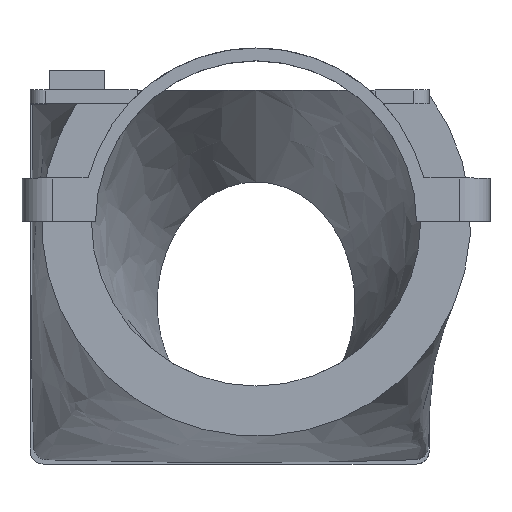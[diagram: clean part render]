
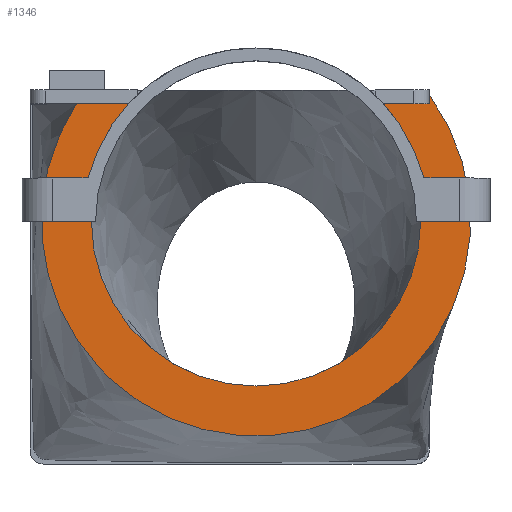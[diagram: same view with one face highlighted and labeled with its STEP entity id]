
A CAD part, top view. The second image highlights one B-rep face of the part: STEP entity #1346.
In plain terms, the highlighted planar face has unit normal (0, 0, 1).
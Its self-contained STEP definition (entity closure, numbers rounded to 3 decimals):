
#67=CIRCLE('',#1418,20.004);
#69=CIRCLE('',#1420,20.004);
#88=CIRCLE('',#1462,19.);
#89=CIRCLE('',#1463,24.765);
#90=CIRCLE('',#1464,24.765);
#91=CIRCLE('',#1465,24.765);
#92=CIRCLE('',#1466,24.765);
#93=CIRCLE('',#1467,24.765);
#297=ORIENTED_EDGE('',*,*,#626,.F.);
#298=ORIENTED_EDGE('',*,*,#598,.F.);
#299=ORIENTED_EDGE('',*,*,#609,.F.);
#300=ORIENTED_EDGE('',*,*,#605,.T.);
#301=ORIENTED_EDGE('',*,*,#568,.T.);
#302=ORIENTED_EDGE('',*,*,#529,.T.);
#303=ORIENTED_EDGE('',*,*,#627,.T.);
#304=ORIENTED_EDGE('',*,*,#628,.T.);
#305=ORIENTED_EDGE('',*,*,#629,.T.);
#306=ORIENTED_EDGE('',*,*,#630,.T.);
#307=ORIENTED_EDGE('',*,*,#631,.T.);
#308=ORIENTED_EDGE('',*,*,#536,.F.);
#309=ORIENTED_EDGE('',*,*,#524,.T.);
#310=ORIENTED_EDGE('',*,*,#572,.T.);
#311=ORIENTED_EDGE('',*,*,#612,.T.);
#312=ORIENTED_EDGE('',*,*,#615,.T.);
#313=ORIENTED_EDGE('',*,*,#601,.T.);
#524=EDGE_CURVE('',#714,#715,#851,.T.);
#529=EDGE_CURVE('',#719,#720,#855,.T.);
#536=EDGE_CURVE('',#714,#726,#860,.T.);
#568=EDGE_CURVE('',#753,#719,#67,.T.);
#572=EDGE_CURVE('',#715,#756,#69,.T.);
#598=EDGE_CURVE('',#773,#745,#900,.T.);
#601=EDGE_CURVE('',#776,#742,#901,.T.);
#605=EDGE_CURVE('',#779,#753,#903,.T.);
#609=EDGE_CURVE('',#779,#773,#906,.T.);
#612=EDGE_CURVE('',#756,#783,#907,.T.);
#615=EDGE_CURVE('',#783,#776,#909,.T.);
#626=EDGE_CURVE('',#745,#742,#88,.F.);
#627=EDGE_CURVE('',#720,#792,#89,.F.);
#628=EDGE_CURVE('',#792,#793,#90,.F.);
#629=EDGE_CURVE('',#793,#794,#91,.F.);
#630=EDGE_CURVE('',#794,#795,#92,.F.);
#631=EDGE_CURVE('',#795,#726,#93,.F.);
#714=VERTEX_POINT('',#1937);
#715=VERTEX_POINT('',#1938);
#719=VERTEX_POINT('',#1948);
#720=VERTEX_POINT('',#1949);
#726=VERTEX_POINT('',#1966);
#742=VERTEX_POINT('',#2032);
#745=VERTEX_POINT('',#2037);
#753=VERTEX_POINT('',#2056);
#756=VERTEX_POINT('',#2062);
#773=VERTEX_POINT('',#2112);
#776=VERTEX_POINT('',#2120);
#779=VERTEX_POINT('',#2128);
#783=VERTEX_POINT('',#2143);
#792=VERTEX_POINT('',#2177);
#793=VERTEX_POINT('',#2179);
#794=VERTEX_POINT('',#2181);
#795=VERTEX_POINT('',#2183);
#851=LINE('',#1936,#988);
#855=LINE('',#1947,#992);
#860=LINE('',#1965,#997);
#900=LINE('',#2113,#1037);
#901=LINE('',#2119,#1038);
#903=LINE('',#2127,#1040);
#906=LINE('',#2134,#1043);
#907=LINE('',#2142,#1044);
#909=LINE('',#2148,#1046);
#988=VECTOR('',#1558,1000.);
#992=VECTOR('',#1566,1000.);
#997=VECTOR('',#1575,1000.);
#1037=VECTOR('',#1671,1000.);
#1038=VECTOR('',#1678,1000.);
#1040=VECTOR('',#1686,1000.);
#1043=VECTOR('',#1693,1000.);
#1044=VECTOR('',#1704,1000.);
#1046=VECTOR('',#1710,1000.);
#1134=EDGE_LOOP('',(#297,#298,#299,#300,#301,#302,#303,#304,#305,#306,#307,
#308,#309,#310,#311,#312,#313));
#1221=FACE_BOUND('',#1134,.T.);
#1284=PLANE('',#1461);
#1346=ADVANCED_FACE('',(#1221),#1284,.T.);
#1418=AXIS2_PLACEMENT_3D('',#2055,#1617,#1618);
#1420=AXIS2_PLACEMENT_3D('',#2063,#1623,#1624);
#1461=AXIS2_PLACEMENT_3D('',#2174,#1740,#1741);
#1462=AXIS2_PLACEMENT_3D('',#2175,#1742,#1743);
#1463=AXIS2_PLACEMENT_3D('',#2176,#1744,#1745);
#1464=AXIS2_PLACEMENT_3D('',#2178,#1746,#1747);
#1465=AXIS2_PLACEMENT_3D('',#2180,#1748,#1749);
#1466=AXIS2_PLACEMENT_3D('',#2182,#1750,#1751);
#1467=AXIS2_PLACEMENT_3D('',#2184,#1752,#1753);
#1558=DIRECTION('',(-1.,0.,0.));
#1566=DIRECTION('',(-1.,0.,0.));
#1575=DIRECTION('',(0.,1.,0.));
#1617=DIRECTION('',(0.,0.,-1.));
#1618=DIRECTION('',(-1.,0.,0.));
#1623=DIRECTION('',(0.,0.,-1.));
#1624=DIRECTION('',(-1.,0.,0.));
#1671=DIRECTION('',(1.,0.,0.));
#1678=DIRECTION('',(-1.,0.,0.));
#1686=DIRECTION('',(1.,0.,0.));
#1693=DIRECTION('',(0.,-1.,0.));
#1704=DIRECTION('',(1.,0.,0.));
#1710=DIRECTION('',(0.,-1.,0.));
#1740=DIRECTION('',(0.,0.,1.));
#1741=DIRECTION('',(1.,0.,0.));
#1742=DIRECTION('',(0.,0.,-1.));
#1743=DIRECTION('',(0.,-1.,0.));
#1744=DIRECTION('',(0.,0.,-1.));
#1745=DIRECTION('',(0.,1.,0.));
#1746=DIRECTION('',(0.,0.,-1.));
#1747=DIRECTION('',(0.,1.,0.));
#1748=DIRECTION('',(0.,0.,-1.));
#1749=DIRECTION('',(0.,1.,0.));
#1750=DIRECTION('',(0.,0.,-1.));
#1751=DIRECTION('',(0.,1.,0.));
#1752=DIRECTION('',(0.,0.,-1.));
#1753=DIRECTION('',(0.,1.,0.));
#1936=CARTESIAN_POINT('',(-42.212,39.475,31.614));
#1937=CARTESIAN_POINT('',(2.05,39.475,31.614));
#1938=CARTESIAN_POINT('',(-3.25,39.475,31.614));
#1947=CARTESIAN_POINT('',(-42.212,39.475,31.614));
#1948=CARTESIAN_POINT('',(-32.618,39.475,31.614));
#1949=CARTESIAN_POINT('',(-38.636,39.475,31.614));
#1965=CARTESIAN_POINT('',(2.05,39.475,31.614));
#1966=CARTESIAN_POINT('',(2.05,40.523,31.614));
#2032=CARTESIAN_POINT('',(1.07,25.89,31.614));
#2037=CARTESIAN_POINT('',(-36.93,25.89,31.614));
#2055=CARTESIAN_POINT('',(-17.934,25.89,31.614));
#2056=CARTESIAN_POINT('',(-37.303,30.89,31.614));
#2062=CARTESIAN_POINT('',(1.435,30.89,31.614));
#2063=CARTESIAN_POINT('',(-17.934,25.89,31.614));
#2112=CARTESIAN_POINT('',(-40.808,25.89,31.614));
#2113=CARTESIAN_POINT('',(-37.938,25.89,31.614));
#2119=CARTESIAN_POINT('',(2.07,25.89,31.614));
#2120=CARTESIAN_POINT('',(5.047,25.89,31.614));
#2127=CARTESIAN_POINT('',(-36.964,30.89,31.614));
#2128=CARTESIAN_POINT('',(-40.808,30.89,31.614));
#2134=CARTESIAN_POINT('',(-40.808,77.468,31.614));
#2142=CARTESIAN_POINT('',(2.07,30.89,31.614));
#2143=CARTESIAN_POINT('',(5.047,30.89,31.614));
#2148=CARTESIAN_POINT('',(5.047,83.92,31.614));
#2174=CARTESIAN_POINT('',(-31.661,39.475,31.614));
#2175=CARTESIAN_POINT('',(-17.93,25.89,31.614));
#2176=CARTESIAN_POINT('',(-17.93,25.89,31.614));
#2177=CARTESIAN_POINT('',(-36.036,8.994,31.614));
#2178=CARTESIAN_POINT('',(-17.93,25.89,31.614));
#2179=CARTESIAN_POINT('',(-34.62,7.594,31.614));
#2180=CARTESIAN_POINT('',(-17.93,25.89,31.614));
#2181=CARTESIAN_POINT('',(-1.426,7.425,31.614));
#2182=CARTESIAN_POINT('',(-17.93,25.89,31.614));
#2183=CARTESIAN_POINT('',(0.004,8.811,31.614));
#2184=CARTESIAN_POINT('',(-17.93,25.89,31.614));
